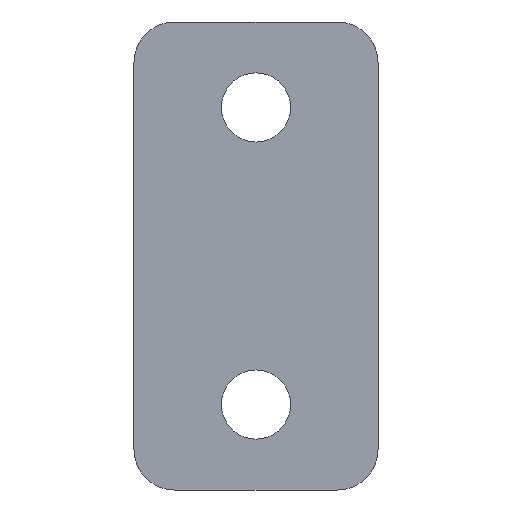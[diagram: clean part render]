
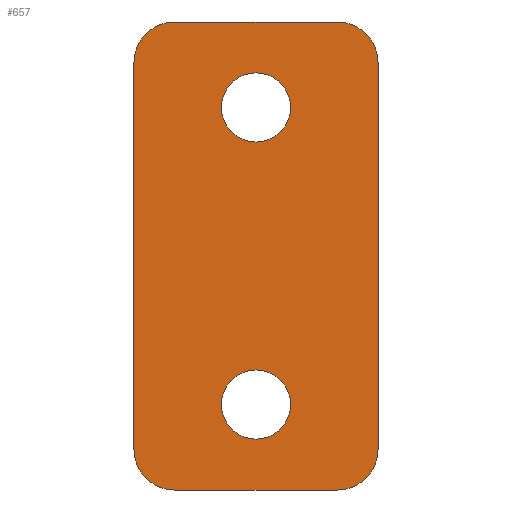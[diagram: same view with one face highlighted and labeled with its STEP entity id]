
A CAD part, front view. The second image highlights one B-rep face of the part: STEP entity #657.
In plain terms, the highlighted planar face has unit normal (0, -1, 0).
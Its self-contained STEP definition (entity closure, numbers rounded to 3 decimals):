
#20 = EDGE_CURVE ( 'NONE', #794, #775, #90, .T. ) ;
#26 = EDGE_CURVE ( 'NONE', #775, #439, #581, .T. ) ;
#40 = EDGE_CURVE ( 'NONE', #861, #277, #45, .T. ) ;
#44 = CARTESIAN_POINT ( 'NONE',  ( 6., -36.5, 3.5 ) ) ;
#45 = CIRCLE ( 'NONE', #232, 1.7 ) ;
#60 = DIRECTION ( 'NONE',  ( 0., 0., 1. ) ) ;
#65 = DIRECTION ( 'NONE',  ( 0., 0., 1. ) ) ;
#71 = DIRECTION ( 'NONE',  ( 0., 0., -1. ) ) ;
#75 = CARTESIAN_POINT ( 'NONE',  ( -6., -36.5, -11.5 ) ) ;
#83 = VERTEX_POINT ( 'NONE', #512 ) ;
#90 = CIRCLE ( 'NONE', #390, 2. ) ;
#119 = VERTEX_POINT ( 'NONE', #483 ) ;
#130 = CIRCLE ( 'NONE', #771, 1.7 ) ;
#132 = EDGE_CURVE ( 'NONE', #387, #181, #302, .T. ) ;
#149 = DIRECTION ( 'NONE',  ( 0., 0., -1. ) ) ;
#161 = PLANE ( 'NONE',  #640 ) ;
#169 = CARTESIAN_POINT ( 'NONE',  ( -4., -36.5, -9.5 ) ) ;
#181 = VERTEX_POINT ( 'NONE', #720 ) ;
#185 = ORIENTED_EDGE ( 'NONE', *, *, #278, .T. ) ;
#199 = DIRECTION ( 'NONE',  ( 0., -1., 0. ) ) ;
#214 = CARTESIAN_POINT ( 'NONE',  ( 4., -36.5, -11.5 ) ) ;
#229 = DIRECTION ( 'NONE',  ( 0., -1., 0. ) ) ;
#232 = AXIS2_PLACEMENT_3D ( 'NONE', #336, #258, #60 ) ;
#238 = CARTESIAN_POINT ( 'NONE',  ( 4., -36.5, -9.5 ) ) ;
#242 = ORIENTED_EDGE ( 'NONE', *, *, #1018, .F. ) ;
#244 = CARTESIAN_POINT ( 'NONE',  ( 0., -36.5, 7.3 ) ) ;
#257 = ORIENTED_EDGE ( 'NONE', *, *, #20, .T. ) ;
#258 = DIRECTION ( 'NONE',  ( 0., 1., 0. ) ) ;
#267 = DIRECTION ( 'NONE',  ( 1., 0., 0. ) ) ;
#277 = VERTEX_POINT ( 'NONE', #1025 ) ;
#278 = EDGE_CURVE ( 'NONE', #439, #727, #922, .T. ) ;
#287 = DIRECTION ( 'NONE',  ( 0., 0., -1. ) ) ;
#302 = CIRCLE ( 'NONE', #600, 1.7 ) ;
#311 = EDGE_LOOP ( 'NONE', ( #620, #480 ) ) ;
#312 = VECTOR ( 'NONE', #267, 1000. ) ;
#315 = CARTESIAN_POINT ( 'NONE',  ( 0., -36.5, -5.6 ) ) ;
#331 = CARTESIAN_POINT ( 'NONE',  ( -6., -36.5, -9.5 ) ) ;
#334 = CARTESIAN_POINT ( 'NONE',  ( 0., -36.5, 0. ) ) ;
#336 = CARTESIAN_POINT ( 'NONE',  ( 0., -36.5, 7.3 ) ) ;
#344 = AXIS2_PLACEMENT_3D ( 'NONE', #244, #385, #846 ) ;
#345 = EDGE_CURVE ( 'NONE', #277, #861, #360, .T. ) ;
#349 = AXIS2_PLACEMENT_3D ( 'NONE', #974, #199, #287 ) ;
#360 = CIRCLE ( 'NONE', #344, 1.7 ) ;
#370 = EDGE_CURVE ( 'NONE', #520, #727, #753, .T. ) ;
#385 = DIRECTION ( 'NONE',  ( 0., 1., 0. ) ) ;
#387 = VERTEX_POINT ( 'NONE', #315 ) ;
#390 = AXIS2_PLACEMENT_3D ( 'NONE', #169, #669, #1020 ) ;
#391 = CARTESIAN_POINT ( 'NONE',  ( 6., -36.5, 9.5 ) ) ;
#413 = DIRECTION ( 'NONE',  ( 0., 0., -1. ) ) ;
#439 = VERTEX_POINT ( 'NONE', #214 ) ;
#462 = DIRECTION ( 'NONE',  ( 0., 0., 1. ) ) ;
#472 = VECTOR ( 'NONE', #413, 1000. ) ;
#480 = ORIENTED_EDGE ( 'NONE', *, *, #345, .T. ) ;
#483 = CARTESIAN_POINT ( 'NONE',  ( -4., -36.5, 11.5 ) ) ;
#497 = DIRECTION ( 'NONE',  ( 0., 1., 0. ) ) ;
#503 = ORIENTED_EDGE ( 'NONE', *, *, #370, .F. ) ;
#512 = CARTESIAN_POINT ( 'NONE',  ( -6., -36.5, 9.5 ) ) ;
#515 = DIRECTION ( 'NONE',  ( 0., 0., -1. ) ) ;
#520 = VERTEX_POINT ( 'NONE', #391 ) ;
#527 = ORIENTED_EDGE ( 'NONE', *, *, #928, .F. ) ;
#533 = CARTESIAN_POINT ( 'NONE',  ( -6., -36.5, 11.5 ) ) ;
#547 = EDGE_LOOP ( 'NONE', ( #1022, #1083 ) ) ;
#579 = CARTESIAN_POINT ( 'NONE',  ( -6., -36.5, 3.5 ) ) ;
#581 = LINE ( 'NONE', #75, #724 ) ;
#600 = AXIS2_PLACEMENT_3D ( 'NONE', #892, #641, #462 ) ;
#616 = CARTESIAN_POINT ( 'NONE',  ( 4., -36.5, 11.5 ) ) ;
#620 = ORIENTED_EDGE ( 'NONE', *, *, #40, .T. ) ;
#640 = AXIS2_PLACEMENT_3D ( 'NONE', #334, #686, #515 ) ;
#641 = DIRECTION ( 'NONE',  ( 0., 1., 0. ) ) ;
#644 = VECTOR ( 'NONE', #65, 1000. ) ;
#657 = ADVANCED_FACE ( 'NONE', ( #943, #680, #849 ), #161, .T. ) ;
#669 = DIRECTION ( 'NONE',  ( 0., -1., 0. ) ) ;
#675 = LINE ( 'NONE', #579, #644 ) ;
#680 = FACE_BOUND ( 'NONE', #547, .T. ) ;
#686 = DIRECTION ( 'NONE',  ( 0., -1., 0. ) ) ;
#720 = CARTESIAN_POINT ( 'NONE',  ( 0., -36.5, -9. ) ) ;
#724 = VECTOR ( 'NONE', #1116, 1000. ) ;
#727 = VERTEX_POINT ( 'NONE', #1078 ) ;
#742 = DIRECTION ( 'NONE',  ( 0., 0., 1. ) ) ;
#753 = LINE ( 'NONE', #44, #472 ) ;
#771 = AXIS2_PLACEMENT_3D ( 'NONE', #944, #497, #742 ) ;
#775 = VERTEX_POINT ( 'NONE', #1106 ) ;
#794 = VERTEX_POINT ( 'NONE', #331 ) ;
#796 = ORIENTED_EDGE ( 'NONE', *, *, #968, .T. ) ;
#815 = AXIS2_PLACEMENT_3D ( 'NONE', #238, #1091, #149 ) ;
#846 = DIRECTION ( 'NONE',  ( 0., 0., 1. ) ) ;
#849 = FACE_OUTER_BOUND ( 'NONE', #1087, .T. ) ;
#861 = VERTEX_POINT ( 'NONE', #1098 ) ;
#862 = ORIENTED_EDGE ( 'NONE', *, *, #1123, .T. ) ;
#870 = LINE ( 'NONE', #533, #312 ) ;
#892 = CARTESIAN_POINT ( 'NONE',  ( 0., -36.5, -7.3 ) ) ;
#916 = ORIENTED_EDGE ( 'NONE', *, *, #26, .T. ) ;
#922 = CIRCLE ( 'NONE', #815, 2. ) ;
#924 = CARTESIAN_POINT ( 'NONE',  ( 4., -36.5, 9.5 ) ) ;
#928 = EDGE_CURVE ( 'NONE', #119, #975, #870, .T. ) ;
#943 = FACE_BOUND ( 'NONE', #311, .T. ) ;
#944 = CARTESIAN_POINT ( 'NONE',  ( 0., -36.5, -7.3 ) ) ;
#968 = EDGE_CURVE ( 'NONE', #119, #83, #1049, .T. ) ;
#974 = CARTESIAN_POINT ( 'NONE',  ( -4., -36.5, 9.5 ) ) ;
#975 = VERTEX_POINT ( 'NONE', #616 ) ;
#993 = CIRCLE ( 'NONE', #1080, 2. ) ;
#1018 = EDGE_CURVE ( 'NONE', #794, #83, #675, .T. ) ;
#1020 = DIRECTION ( 'NONE',  ( 0., 0., -1. ) ) ;
#1022 = ORIENTED_EDGE ( 'NONE', *, *, #132, .T. ) ;
#1025 = CARTESIAN_POINT ( 'NONE',  ( 0., -36.5, 5.6 ) ) ;
#1049 = CIRCLE ( 'NONE', #349, 2. ) ;
#1078 = CARTESIAN_POINT ( 'NONE',  ( 6., -36.5, -9.5 ) ) ;
#1080 = AXIS2_PLACEMENT_3D ( 'NONE', #924, #229, #71 ) ;
#1083 = ORIENTED_EDGE ( 'NONE', *, *, #1089, .T. ) ;
#1087 = EDGE_LOOP ( 'NONE', ( #242, #257, #916, #185, #503, #862, #527, #796 ) ) ;
#1089 = EDGE_CURVE ( 'NONE', #181, #387, #130, .T. ) ;
#1091 = DIRECTION ( 'NONE',  ( 0., -1., 0. ) ) ;
#1098 = CARTESIAN_POINT ( 'NONE',  ( 0., -36.5, 9. ) ) ;
#1106 = CARTESIAN_POINT ( 'NONE',  ( -4., -36.5, -11.5 ) ) ;
#1116 = DIRECTION ( 'NONE',  ( 1., 0., 0. ) ) ;
#1123 = EDGE_CURVE ( 'NONE', #520, #975, #993, .T. ) ;
